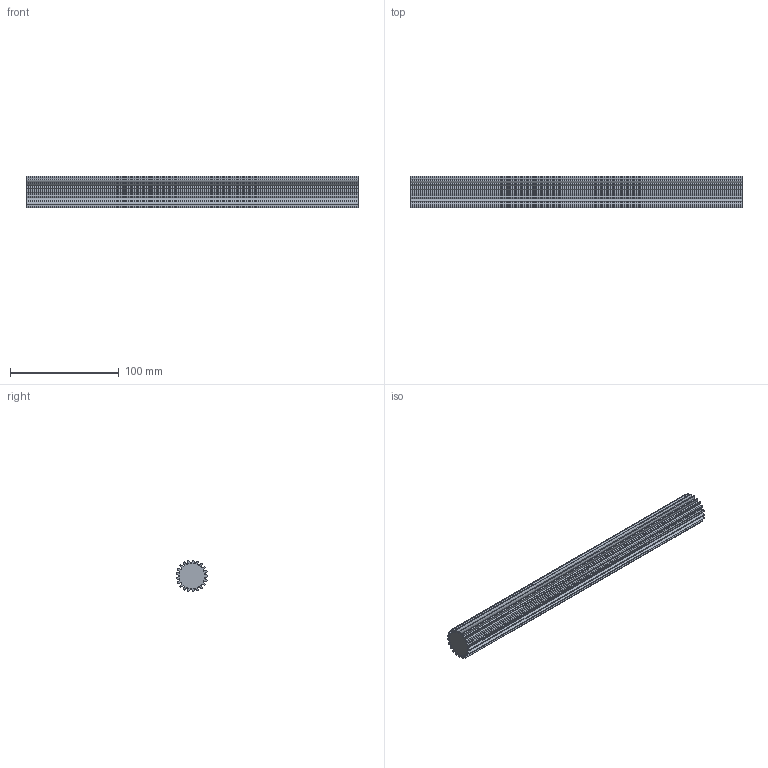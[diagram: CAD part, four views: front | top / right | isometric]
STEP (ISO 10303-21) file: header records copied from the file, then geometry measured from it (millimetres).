
FILE_DESCRIPTION (( 'STEP AP203' ), '1' );
FILE_NAME ('gs-14_5-20-21-4140.STEP', '2021-08-11T20:06:39', ( '' ), ( '' ), 'SwSTEP 2.0', 'SolidWorks 2021', '' );
FILE_SCHEMA (( 'CONFIG_CONTROL_DESIGN' ));
Length unit declared in the file: inch
Products named in the file (1): gs-14_5-20-21-4140
Bounding box: 304.8 x 29.11 x 29.18 mm (x, y, z)
Volume: 164103.9 mm3; surface area: 54436.2 mm2
Topology: 1 solids, 1 shells, 90 faces, 264 edges, 176 vertices
Faces by surface type: cylinder 88, plane 2
Entity records: 3183 total; most frequent: DIRECTION 622, CARTESIAN_POINT 531, ORIENTED_EDGE 528, AXIS2_PLACEMENT_3D 267, EDGE_CURVE 264, VERTEX_POINT 176, CIRCLE 176, EDGE_LOOP 90
